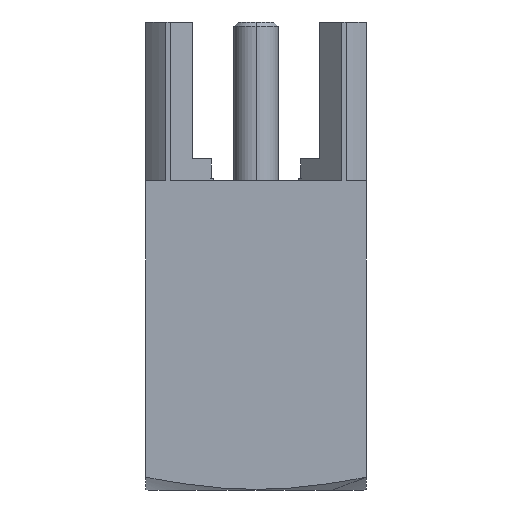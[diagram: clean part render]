
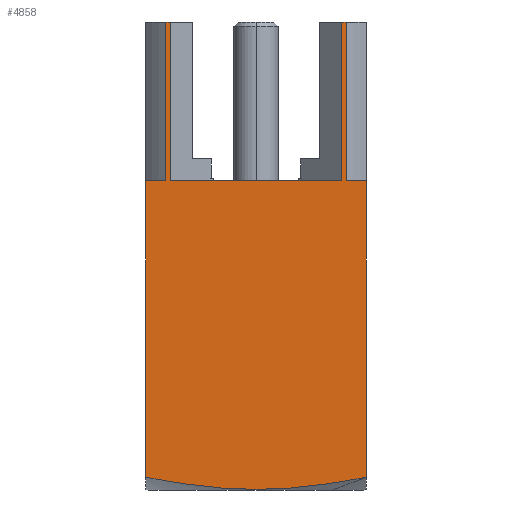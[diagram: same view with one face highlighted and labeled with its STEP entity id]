
A CAD part, left-side view. The second image highlights one B-rep face of the part: STEP entity #4858.
In plain terms, the highlighted planar face has unit normal (-1, 0, 0).
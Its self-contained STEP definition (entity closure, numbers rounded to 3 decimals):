
#1386=CARTESIAN_POINT('',(-5.789,3.175,-2.806));
#1497=DIRECTION('',(0.,1.,0.));
#1498=VECTOR('',#1497,4.913);
#1499=CARTESIAN_POINT('',(-5.789,-2.457,5.715));
#1500=LINE('',#1499,#1498);
#1515=DIRECTION('',(0.,0.,1.));
#1516=VECTOR('',#1515,4.572);
#1517=CARTESIAN_POINT('',(-5.789,2.457,5.715));
#1518=LINE('',#1517,#1516);
#1588=DIRECTION('',(0.,-1.,0.));
#1589=VECTOR('',#1588,0.141);
#1590=CARTESIAN_POINT('',(-5.789,2.597,10.287));
#1591=LINE('',#1590,#1589);
#1614=CARTESIAN_POINT('',(-5.789,-3.175,-2.806));
#1615=CARTESIAN_POINT('',(-5.789,-3.025,-2.834));
#1616=CARTESIAN_POINT('',(-5.789,-2.738,-2.886));
#1617=CARTESIAN_POINT('',(-5.789,-2.35,-2.951));
#1618=CARTESIAN_POINT('',(-5.789,-1.99,-3.006));
#1619=CARTESIAN_POINT('',(-5.789,-1.647,-3.051));
#1620=CARTESIAN_POINT('',(-5.789,-1.314,-3.089));
#1621=CARTESIAN_POINT('',(-5.789,-0.986,-3.119));
#1622=CARTESIAN_POINT('',(-5.789,-0.658,-3.141));
#1623=CARTESIAN_POINT('',(-5.789,-0.33,-3.155));
#1624=CARTESIAN_POINT('',(-5.789,0.,-3.16));
#1625=CARTESIAN_POINT('',(-5.789,0.33,-3.155));
#1626=CARTESIAN_POINT('',(-5.789,0.658,-3.141));
#1627=CARTESIAN_POINT('',(-5.789,0.986,-3.119));
#1628=CARTESIAN_POINT('',(-5.789,1.314,-3.089));
#1629=CARTESIAN_POINT('',(-5.789,1.647,-3.051));
#1630=CARTESIAN_POINT('',(-5.789,1.99,-3.006));
#1631=CARTESIAN_POINT('',(-5.789,2.35,-2.951));
#1632=CARTESIAN_POINT('',(-5.789,2.738,-2.886));
#1633=CARTESIAN_POINT('',(-5.789,3.025,-2.834));
#1634=CARTESIAN_POINT('',(-5.789,3.175,-2.806));
#1636=DIRECTION('',(0.,0.,1.));
#1637=VECTOR('',#1636,8.521);
#1638=CARTESIAN_POINT('',(-5.789,3.175,-2.806));
#1639=LINE('',#1638,#1637);
#1640=DIRECTION('',(0.,0.,1.));
#1641=VECTOR('',#1640,4.572);
#1642=CARTESIAN_POINT('',(-5.789,-2.457,5.715));
#1643=LINE('',#1642,#1641);
#1649=DIRECTION('',(0.,1.,0.));
#1650=VECTOR('',#1649,0.578);
#1651=CARTESIAN_POINT('',(-5.789,2.597,5.715));
#1652=LINE('',#1651,#1650);
#1661=DIRECTION('',(0.,0.,-1.));
#1662=VECTOR('',#1661,4.572);
#1663=CARTESIAN_POINT('',(-5.789,2.597,10.287));
#1664=LINE('',#1663,#1662);
#1746=DIRECTION('',(0.,-1.,0.));
#1747=VECTOR('',#1746,0.141);
#1748=CARTESIAN_POINT('',(-5.789,-2.457,10.287));
#1749=LINE('',#1748,#1747);
#1785=DIRECTION('',(0.,0.,1.));
#1786=VECTOR('',#1785,8.521);
#1787=CARTESIAN_POINT('',(-5.789,-3.175,-2.806));
#1788=LINE('',#1787,#1786);
#1802=DIRECTION('',(0.,1.,0.));
#1803=VECTOR('',#1802,0.578);
#1804=CARTESIAN_POINT('',(-5.789,-3.175,5.715));
#1805=LINE('',#1804,#1803);
#1806=DIRECTION('',(0.,0.,1.));
#1807=VECTOR('',#1806,4.572);
#1808=CARTESIAN_POINT('',(-5.789,-2.597,5.715));
#1809=LINE('',#1808,#1807);
#2400=CARTESIAN_POINT('',(-5.789,2.597,5.715));
#2402=VERTEX_POINT('',#2400);
#2403=CARTESIAN_POINT('',(-5.789,3.175,5.715));
#2404=VERTEX_POINT('',#2403);
#2437=CARTESIAN_POINT('',(-5.789,-2.597,5.715));
#2439=VERTEX_POINT('',#2437);
#2441=CARTESIAN_POINT('',(-5.789,-3.175,5.715));
#2442=VERTEX_POINT('',#2441);
#2443=CARTESIAN_POINT('',(-5.789,-2.457,5.715));
#2444=CARTESIAN_POINT('',(-5.789,2.457,5.715));
#2445=VERTEX_POINT('',#2443);
#2446=VERTEX_POINT('',#2444);
#2471=VERTEX_POINT('',#1386);
#2473=VERTEX_POINT('',#1614);
#2475=CARTESIAN_POINT('',(-5.789,2.597,10.287));
#2476=CARTESIAN_POINT('',(-5.789,2.457,10.287));
#2477=VERTEX_POINT('',#2475);
#2478=VERTEX_POINT('',#2476);
#2519=CARTESIAN_POINT('',(-5.789,-2.457,10.287));
#2520=VERTEX_POINT('',#2519);
#2521=CARTESIAN_POINT('',(-5.789,-2.597,10.287));
#2522=VERTEX_POINT('',#2521);
#4832=CARTESIAN_POINT('',(-5.789,3.175,5.715));
#4833=DIRECTION('',(-1.,0.,0.));
#4834=DIRECTION('',(0.,-1.,0.));
#4835=AXIS2_PLACEMENT_3D('',#4832,#4833,#4834);
#4836=PLANE('',#4835);
#4837=ORIENTED_EDGE('',*,*,#4563,.T.);
#4838=ORIENTED_EDGE('',*,*,#4594,.T.);
#4840=ORIENTED_EDGE('',*,*,#4839,.F.);
#4842=ORIENTED_EDGE('',*,*,#4841,.F.);
#4843=ORIENTED_EDGE('',*,*,#4821,.T.);
#4844=ORIENTED_EDGE('',*,*,#4718,.F.);
#4845=ORIENTED_EDGE('',*,*,#4695,.F.);
#4847=ORIENTED_EDGE('',*,*,#4846,.T.);
#4849=ORIENTED_EDGE('',*,*,#4848,.T.);
#4851=ORIENTED_EDGE('',*,*,#4850,.F.);
#4853=ORIENTED_EDGE('',*,*,#4852,.F.);
#4855=ORIENTED_EDGE('',*,*,#4854,.F.);
#4856=EDGE_LOOP('',(#4837,#4838,#4840,#4842,#4843,#4844,#4845,#4847,#4849,#4851,
#4853,#4855));
#4857=FACE_OUTER_BOUND('',#4856,.F.);
#4858=ADVANCED_FACE('',(#4857),#4836,.T.);
#1635=B_SPLINE_CURVE_WITH_KNOTS('',3,(#1614,#1615,#1616,#1617,#1618,#1619,#1620,
#1621,#1622,#1623,#1624,#1625,#1626,#1627,#1628,#1629,#1630,#1631,#1632,#1633,
#1634),.UNSPECIFIED.,.F.,.F.,(4,1,1,1,1,1,1,1,1,1,1,1,1,1,1,1,1,1,4),(0.,
0.056,0.111,0.167,0.222,
0.278,0.333,0.389,0.444,0.5,
0.556,0.611,0.667,0.722,
0.778,0.833,0.889,0.944,1.),
.UNSPECIFIED.);
#4563=EDGE_CURVE('',#2473,#2471,#1635,.T.);
#4594=EDGE_CURVE('',#2471,#2404,#1639,.T.);
#4695=EDGE_CURVE('',#2445,#2446,#1500,.T.);
#4718=EDGE_CURVE('',#2446,#2478,#1518,.T.);
#4821=EDGE_CURVE('',#2477,#2478,#1591,.T.);
#4839=EDGE_CURVE('',#2402,#2404,#1652,.T.);
#4841=EDGE_CURVE('',#2477,#2402,#1664,.T.);
#4846=EDGE_CURVE('',#2445,#2520,#1643,.T.);
#4848=EDGE_CURVE('',#2520,#2522,#1749,.T.);
#4850=EDGE_CURVE('',#2439,#2522,#1809,.T.);
#4852=EDGE_CURVE('',#2442,#2439,#1805,.T.);
#4854=EDGE_CURVE('',#2473,#2442,#1788,.T.);
